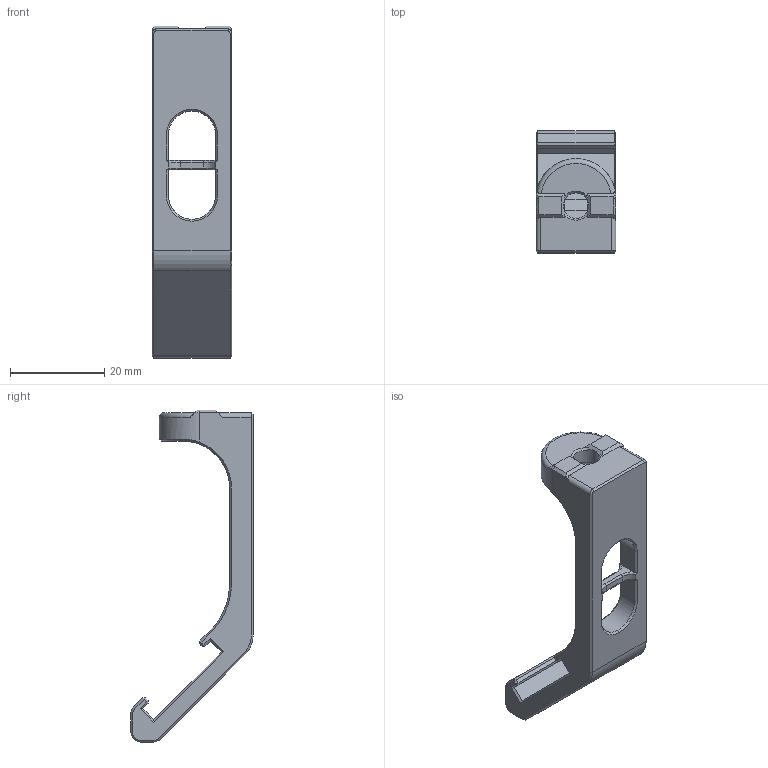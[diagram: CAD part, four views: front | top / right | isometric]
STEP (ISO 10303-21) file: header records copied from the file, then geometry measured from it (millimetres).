
FILE_DESCRIPTION (( 'STEP AP214' ), '1' );
FILE_NAME ('Strip_Stadium_Light_Mounting_Bracket_M5_OPEN.STEP', '2022-05-14T09:55:09', ( '' ), ( '' ), 'SwSTEP 2.0', 'SolidWorks 2021', '' );
FILE_SCHEMA (( 'AUTOMOTIVE_DESIGN' ));
Length unit declared in the file: millimetre
Products named in the file (1): Strip_Stadium_Light_Mounting_Bracket_M5_OPEN
Bounding box: 17 x 26 x 70.6 mm (x, y, z)
Volume: 7326.5 mm3; surface area: 4473.2 mm2
Topology: 1 solids, 1 shells, 153 faces, 380 edges, 225 vertices
Faces by surface type: plane 90, cone 26, cylinder 25, torus 9, bspline 3
Entity records: 5202 total; most frequent: CARTESIAN_POINT 1621, ORIENTED_EDGE 760, DIRECTION 715, EDGE_CURVE 380, AXIS2_PLACEMENT_3D 240, LINE 235, VECTOR 235, VERTEX_POINT 225
